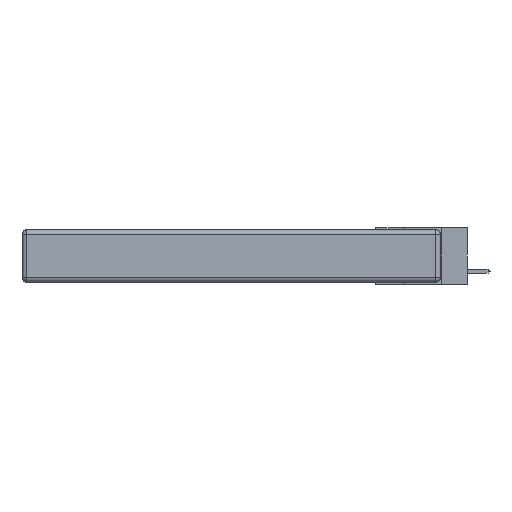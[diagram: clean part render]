
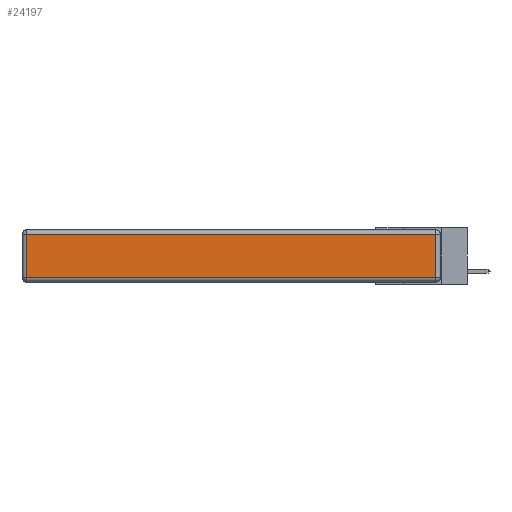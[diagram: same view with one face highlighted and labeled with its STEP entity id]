
A CAD part, left-side view. The second image highlights one B-rep face of the part: STEP entity #24197.
In plain terms, the highlighted planar face has unit normal (-1, 0, 0).
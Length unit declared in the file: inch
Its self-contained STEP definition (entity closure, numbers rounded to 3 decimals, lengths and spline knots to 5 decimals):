
#1746 = CARTESIAN_POINT ( 'NONE',  ( 0., 2.72, -0.343 ) ) ;
#2554 = DIRECTION ( 'NONE',  ( 0., 1., 0. ) ) ;
#3761 = CARTESIAN_POINT ( 'NONE',  ( 0., 0.03, -0.03 ) ) ;
#4611 = LINE ( 'NONE', #1746, #7085 ) ;
#4618 = ORIENTED_EDGE ( 'NONE', *, *, #29128, .T. ) ;
#4636 = CARTESIAN_POINT ( 'NONE',  ( 0., 2.75, -0.03 ) ) ;
#5188 = FACE_OUTER_BOUND ( 'NONE', #18388, .T. ) ;
#5803 = LINE ( 'NONE', #12790, #17037 ) ;
#6095 = EDGE_CURVE ( 'NONE', #12183, #17992, #27647, .T. ) ;
#6143 = VECTOR ( 'NONE', #25623, 39.37008 ) ;
#6271 = CARTESIAN_POINT ( 'NONE',  ( 0., 0., -0.343 ) ) ;
#7085 = VECTOR ( 'NONE', #26435, 39.37008 ) ;
#9651 = CARTESIAN_POINT ( 'NONE',  ( 0., 0.03, -0.343 ) ) ;
#9963 = ORIENTED_EDGE ( 'NONE', *, *, #20847, .T. ) ;
#11733 = ORIENTED_EDGE ( 'NONE', *, *, #6095, .T. ) ;
#12183 = VERTEX_POINT ( 'NONE', #3761 ) ;
#12790 = CARTESIAN_POINT ( 'NONE',  ( 0., 0., -0.313 ) ) ;
#13185 = VERTEX_POINT ( 'NONE', #14607 ) ;
#14607 = CARTESIAN_POINT ( 'NONE',  ( 0., 0.03, -0.313 ) ) ;
#14963 = AXIS2_PLACEMENT_3D ( 'NONE', #6271, #19701, #15769 ) ;
#15769 = DIRECTION ( 'NONE',  ( 0., 0., 1. ) ) ;
#16579 = DIRECTION ( 'NONE',  ( 0., -1., 0. ) ) ;
#17037 = VECTOR ( 'NONE', #16579, 39.37008 ) ;
#17992 = VERTEX_POINT ( 'NONE', #21394 ) ;
#18029 = PLANE ( 'NONE',  #14963 ) ;
#18388 = EDGE_LOOP ( 'NONE', ( #22221, #9963, #11733, #4618 ) ) ;
#19478 = LINE ( 'NONE', #9651, #6143 ) ;
#19701 = DIRECTION ( 'NONE',  ( -1., 0., 0. ) ) ;
#20847 = EDGE_CURVE ( 'NONE', #13185, #12183, #19478, .T. ) ;
#21394 = CARTESIAN_POINT ( 'NONE',  ( 0., 2.72, -0.03 ) ) ;
#21438 = EDGE_CURVE ( 'NONE', #27855, #13185, #5803, .T. ) ;
#22221 = ORIENTED_EDGE ( 'NONE', *, *, #21438, .T. ) ;
#23192 = CARTESIAN_POINT ( 'NONE',  ( 0., 2.72, -0.313 ) ) ;
#24197 = ADVANCED_FACE ( 'NONE', ( #5188 ), #18029, .T. ) ;
#25623 = DIRECTION ( 'NONE',  ( 0., 0., 1. ) ) ;
#26435 = DIRECTION ( 'NONE',  ( 0., 0., -1. ) ) ;
#27647 = LINE ( 'NONE', #4636, #27997 ) ;
#27855 = VERTEX_POINT ( 'NONE', #23192 ) ;
#27997 = VECTOR ( 'NONE', #2554, 39.37008 ) ;
#29128 = EDGE_CURVE ( 'NONE', #17992, #27855, #4611, .T. ) ;
